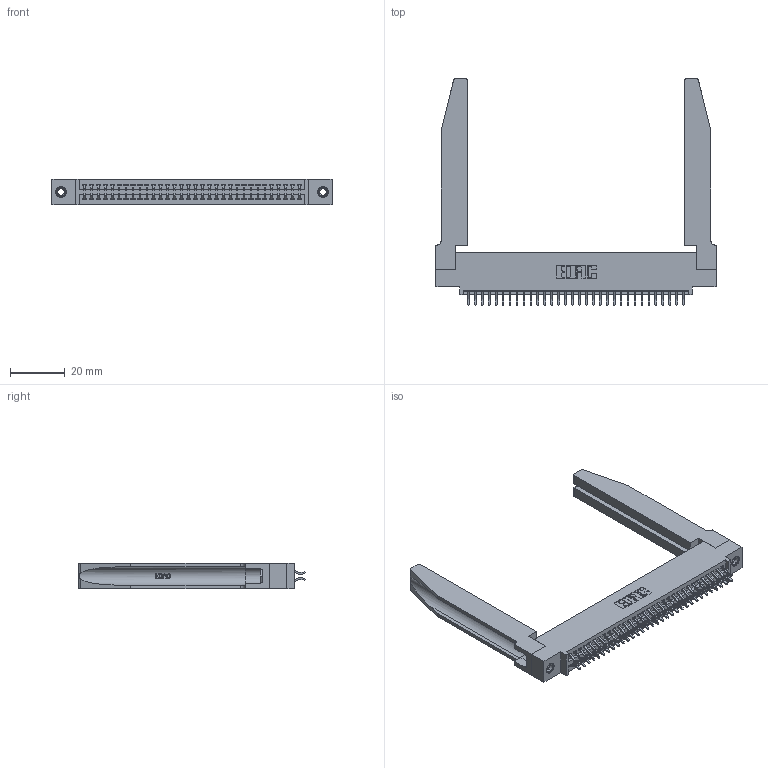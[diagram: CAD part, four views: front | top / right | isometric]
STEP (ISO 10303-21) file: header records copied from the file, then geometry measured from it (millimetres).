
FILE_DESCRIPTION (( 'STEP AP203' ), '1' );
FILE_NAME ('395-064-556-578.STEP', '2019-10-23T19:20:19', ( '' ), ( '' ), 'SwSTEP 2.0', 'SolidWorks 2016', '' );
FILE_SCHEMA (( 'CONFIG_CONTROL_DESIGN' ));
Length unit declared in the file: inch
Products named in the file (5): 345 Part_0.110 Offset - 0.156 Dia-TH; 345-292-001_556 Tail; 345-250-001_345-250-001-102; 345-220-078_345-220-078; 395-064-556-578
Assembly tree (69 placements, depth 2):
  395-064-556-578
    345 Part_0.110 Offset - 0.156 Dia-TH
    345-292-001_556 Tail  x64
    345-250-001_345-250-001-102  x2
    345-220-078_345-220-078  x2
Bounding box: 102.51 x 82.99 x 9.4 mm (x, y, z)
Volume: 17560.1 mm3; surface area: 21152.3 mm2
Topology: 69 solids, 69 shells, 3948 faces, 11649 edges, 7670 vertices
Faces by surface type: plane 2594, cylinder 1302, bspline 36, cone 12, torus 4
Entity records: 31546 total; most frequent: CARTESIAN_POINT 6231, ORIENTED_EDGE 5050, DIRECTION 4487, EDGE_CURVE 2525, VECTOR 2163, LINE 2163, VERTEX_POINT 1676, AXIS2_PLACEMENT_3D 1162
